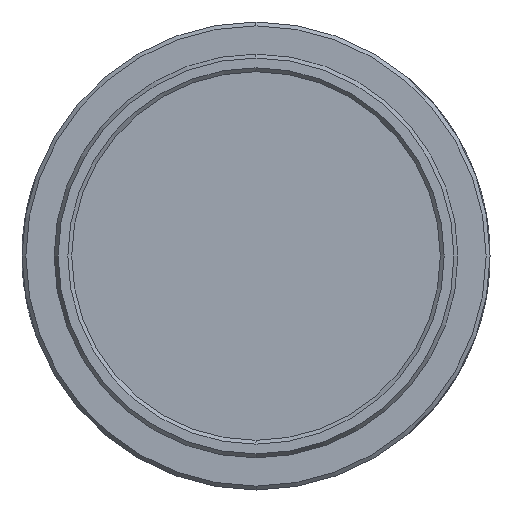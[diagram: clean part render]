
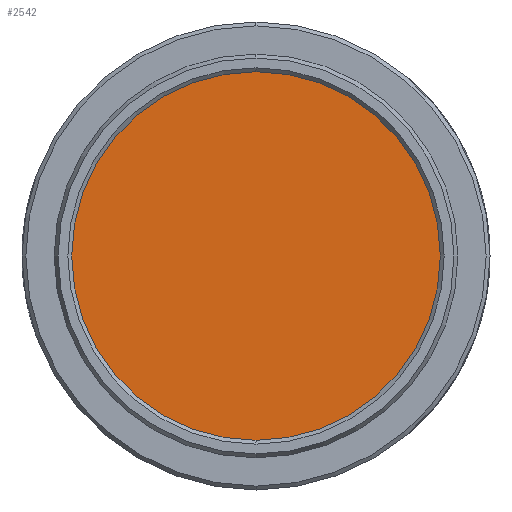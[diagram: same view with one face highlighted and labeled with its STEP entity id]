
A CAD part, left-side view. The second image highlights one B-rep face of the part: STEP entity #2542.
In plain terms, the highlighted planar face has unit normal (-1, 0, 0).
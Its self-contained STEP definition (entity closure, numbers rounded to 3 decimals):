
#452 = ORIENTED_EDGE ( 'NONE', *, *, #8958, .F. ) ;
#2147 = CARTESIAN_POINT ( 'NONE',  ( -7.62, 0., 0. ) ) ;
#2197 = DIRECTION ( 'NONE',  ( 1., 0., 0. ) ) ;
#2542 = ADVANCED_FACE ( 'NONE', ( #11693 ), #5129, .F. ) ;
#3479 = EDGE_LOOP ( 'NONE', ( #452, #8738 ) ) ;
#3597 = VERTEX_POINT ( 'NONE', #4495 ) ;
#4495 = CARTESIAN_POINT ( 'NONE',  ( -7.62, -3.909, -12.084 ) ) ;
#5129 = PLANE ( 'NONE',  #8814 ) ;
#5368 = CIRCLE ( 'NONE', #13959, 12.7 ) ;
#5402 = DIRECTION ( 'NONE',  ( 0., -0.308, -0.951 ) ) ;
#5722 = CARTESIAN_POINT ( 'NONE',  ( -7.62, 3.909, 12.084 ) ) ;
#5947 = CARTESIAN_POINT ( 'NONE',  ( -7.62, 0., 0. ) ) ;
#6661 = VERTEX_POINT ( 'NONE', #5722 ) ;
#6925 = DIRECTION ( 'NONE',  ( 1., 0., 0. ) ) ;
#6968 = DIRECTION ( 'NONE',  ( 0., -0.308, -0.951 ) ) ;
#8738 = ORIENTED_EDGE ( 'NONE', *, *, #15250, .F. ) ;
#8814 = AXIS2_PLACEMENT_3D ( 'NONE', #9720, #11270, #5402 ) ;
#8958 = EDGE_CURVE ( 'NONE', #3597, #6661, #10255, .T. ) ;
#9720 = CARTESIAN_POINT ( 'NONE',  ( -7.62, 0., 0. ) ) ;
#10255 = CIRCLE ( 'NONE', #11639, 12.7 ) ;
#11270 = DIRECTION ( 'NONE',  ( 1., 0., 0. ) ) ;
#11639 = AXIS2_PLACEMENT_3D ( 'NONE', #5947, #6925, #11776 ) ;
#11693 = FACE_OUTER_BOUND ( 'NONE', #3479, .T. ) ;
#11776 = DIRECTION ( 'NONE',  ( 0., -0.308, -0.951 ) ) ;
#13959 = AXIS2_PLACEMENT_3D ( 'NONE', #2147, #2197, #6968 ) ;
#15250 = EDGE_CURVE ( 'NONE', #6661, #3597, #5368, .T. ) ;
